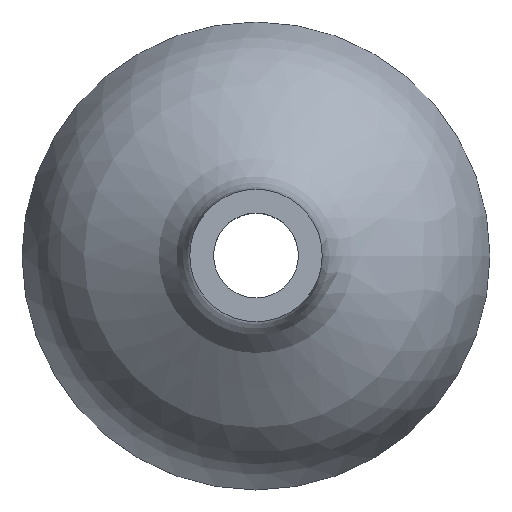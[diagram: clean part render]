
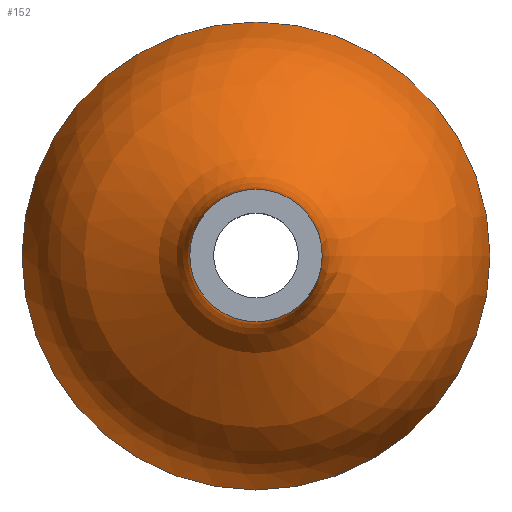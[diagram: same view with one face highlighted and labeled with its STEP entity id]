
A CAD part, top view. The second image highlights one B-rep face of the part: STEP entity #152.
In plain terms, the highlighted free-form (B-spline) face has degree [3, 3] with [4, 19] control points.
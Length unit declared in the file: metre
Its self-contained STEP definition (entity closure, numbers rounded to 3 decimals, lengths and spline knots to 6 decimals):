
#15=B_SPLINE_SURFACE_WITH_KNOTS('',3,3,((#290,#291,#292,#293,#294,#295,
#296,#297,#298,#299,#300,#301,#302,#303,#304,#305,#306,#307,#308),(#309,
#310,#311,#312,#313,#314,#315,#316,#317,#318,#319,#320,#321,#322,#323,#324,
#325,#326,#327),(#328,#329,#330,#331,#332,#333,#334,#335,#336,#337,#338,
#339,#340,#341,#342,#343,#344,#345,#346),(#347,#348,#349,#350,#351,#352,
#353,#354,#355,#356,#357,#358,#359,#360,#361,#362,#363,#364,#365)),
 .UNSPECIFIED.,.F.,.T.,.F.,(4,4),(1,1,1,1,1,1,1,1,1,1,1,1,1,1,1,1,1,1,1,
1,1,1,1),(0.,1.),(-1.178097,-0.785398,-0.392699,
0.,0.392699,0.785398,1.178097,1.570796,
1.963495,2.356194,2.748894,3.141593,3.534292,
3.926991,4.31969,4.712389,5.105088,5.497787,
5.890486,6.283185,6.675884,7.068583,7.461283),
 .UNSPECIFIED.);
#38=ORIENTED_EDGE('',*,*,#60,.T.);
#39=ORIENTED_EDGE('',*,*,#50,.T.);
#50=EDGE_CURVE('',#64,#64,#77,.T.);
#60=EDGE_CURVE('',#73,#73,#86,.T.);
#64=VERTEX_POINT('',#252);
#73=VERTEX_POINT('',#367);
#77=CIRCLE('',#173,0.008);
#86=CIRCLE('',#188,0.028247);
#104=EDGE_LOOP('',(#38));
#105=EDGE_LOOP('',(#39));
#129=FACE_BOUND('',#104,.T.);
#130=FACE_BOUND('',#105,.T.);
#152=ADVANCED_FACE('',(#129,#130),#15,.T.);
#173=AXIS2_PLACEMENT_3D('',#251,#201,#202);
#188=AXIS2_PLACEMENT_3D('',#366,#231,#232);
#201=DIRECTION('',(0.,0.,-1.));
#202=DIRECTION('',(-1.,0.,0.));
#231=DIRECTION('',(0.,0.,1.));
#232=DIRECTION('',(1.,0.,0.));
#251=CARTESIAN_POINT('',(0.,0.,-0.053));
#252=CARTESIAN_POINT('',(-0.008,0.,-0.053));
#290=CARTESIAN_POINT('',(0.007583,-0.003141,-0.053));
#291=CARTESIAN_POINT('',(0.008208,0.,-0.053));
#292=CARTESIAN_POINT('',(0.007583,0.003141,-0.053));
#293=CARTESIAN_POINT('',(0.005804,0.005804,-0.053));
#294=CARTESIAN_POINT('',(0.003141,0.007583,-0.053));
#295=CARTESIAN_POINT('',(0.,0.008208,-0.053));
#296=CARTESIAN_POINT('',(-0.003141,0.007583,-0.053));
#297=CARTESIAN_POINT('',(-0.005804,0.005804,-0.053));
#298=CARTESIAN_POINT('',(-0.007583,0.003141,-0.053));
#299=CARTESIAN_POINT('',(-0.008208,0.,-0.053));
#300=CARTESIAN_POINT('',(-0.007583,-0.003141,-0.053));
#301=CARTESIAN_POINT('',(-0.005804,-0.005804,-0.053));
#302=CARTESIAN_POINT('',(-0.003141,-0.007583,-0.053));
#303=CARTESIAN_POINT('',(0.,-0.008208,-0.053));
#304=CARTESIAN_POINT('',(0.003141,-0.007583,-0.053));
#305=CARTESIAN_POINT('',(0.005804,-0.005804,-0.053));
#306=CARTESIAN_POINT('',(0.007583,-0.003141,-0.053));
#307=CARTESIAN_POINT('',(0.008208,0.,-0.053));
#308=CARTESIAN_POINT('',(0.007583,0.003141,-0.053));
#309=CARTESIAN_POINT('',(0.006512,-0.002697,-0.071617));
#310=CARTESIAN_POINT('',(0.007048,0.,-0.071617));
#311=CARTESIAN_POINT('',(0.006512,0.002697,-0.071617));
#312=CARTESIAN_POINT('',(0.004984,0.004984,-0.071617));
#313=CARTESIAN_POINT('',(0.002697,0.006512,-0.071617));
#314=CARTESIAN_POINT('',(0.,0.007048,-0.071617));
#315=CARTESIAN_POINT('',(-0.002697,0.006512,-0.071617));
#316=CARTESIAN_POINT('',(-0.004984,0.004984,-0.071617));
#317=CARTESIAN_POINT('',(-0.006512,0.002697,-0.071617));
#318=CARTESIAN_POINT('',(-0.007048,0.,-0.071617));
#319=CARTESIAN_POINT('',(-0.006512,-0.002697,-0.071617));
#320=CARTESIAN_POINT('',(-0.004984,-0.004984,-0.071617));
#321=CARTESIAN_POINT('',(-0.002697,-0.006512,-0.071617));
#322=CARTESIAN_POINT('',(0.,-0.007048,-0.071617));
#323=CARTESIAN_POINT('',(0.002697,-0.006512,-0.071617));
#324=CARTESIAN_POINT('',(0.004984,-0.004984,-0.071617));
#325=CARTESIAN_POINT('',(0.006512,-0.002697,-0.071617));
#326=CARTESIAN_POINT('',(0.007048,0.,-0.071617));
#327=CARTESIAN_POINT('',(0.006512,0.002697,-0.071617));
#328=CARTESIAN_POINT('',(0.022536,-0.009335,-0.06183));
#329=CARTESIAN_POINT('',(0.024393,0.,-0.06183));
#330=CARTESIAN_POINT('',(0.022536,0.009335,-0.06183));
#331=CARTESIAN_POINT('',(0.017249,0.017249,-0.06183));
#332=CARTESIAN_POINT('',(0.009335,0.022536,-0.06183));
#333=CARTESIAN_POINT('',(0.,0.024393,-0.06183));
#334=CARTESIAN_POINT('',(-0.009335,0.022536,-0.06183));
#335=CARTESIAN_POINT('',(-0.017249,0.017249,-0.06183));
#336=CARTESIAN_POINT('',(-0.022536,0.009335,-0.06183));
#337=CARTESIAN_POINT('',(-0.024393,0.,-0.06183));
#338=CARTESIAN_POINT('',(-0.022536,-0.009335,-0.06183));
#339=CARTESIAN_POINT('',(-0.017249,-0.017249,-0.06183));
#340=CARTESIAN_POINT('',(-0.009335,-0.022536,-0.06183));
#341=CARTESIAN_POINT('',(0.,-0.024393,-0.06183));
#342=CARTESIAN_POINT('',(0.009335,-0.022536,-0.06183));
#343=CARTESIAN_POINT('',(0.017249,-0.017249,-0.06183));
#344=CARTESIAN_POINT('',(0.022536,-0.009335,-0.06183));
#345=CARTESIAN_POINT('',(0.024393,0.,-0.06183));
#346=CARTESIAN_POINT('',(0.022536,0.009335,-0.06183));
#347=CARTESIAN_POINT('',(0.026777,-0.011091,-0.085275));
#348=CARTESIAN_POINT('',(0.028983,0.,-0.085275));
#349=CARTESIAN_POINT('',(0.026777,0.011091,-0.085275));
#350=CARTESIAN_POINT('',(0.020494,0.020494,-0.085275));
#351=CARTESIAN_POINT('',(0.011091,0.026777,-0.085275));
#352=CARTESIAN_POINT('',(0.,0.028983,-0.085275));
#353=CARTESIAN_POINT('',(-0.011091,0.026777,-0.085275));
#354=CARTESIAN_POINT('',(-0.020494,0.020494,-0.085275));
#355=CARTESIAN_POINT('',(-0.026777,0.011091,-0.085275));
#356=CARTESIAN_POINT('',(-0.028983,0.,-0.085275));
#357=CARTESIAN_POINT('',(-0.026777,-0.011091,-0.085275));
#358=CARTESIAN_POINT('',(-0.020494,-0.020494,-0.085275));
#359=CARTESIAN_POINT('',(-0.011091,-0.026777,-0.085275));
#360=CARTESIAN_POINT('',(0.,-0.028983,-0.085275));
#361=CARTESIAN_POINT('',(0.011091,-0.026777,-0.085275));
#362=CARTESIAN_POINT('',(0.020494,-0.020494,-0.085275));
#363=CARTESIAN_POINT('',(0.026777,-0.011091,-0.085275));
#364=CARTESIAN_POINT('',(0.028983,0.,-0.085275));
#365=CARTESIAN_POINT('',(0.026777,0.011091,-0.085275));
#366=CARTESIAN_POINT('',(0.,0.,-0.085275));
#367=CARTESIAN_POINT('',(0.028247,0.,-0.085275));
